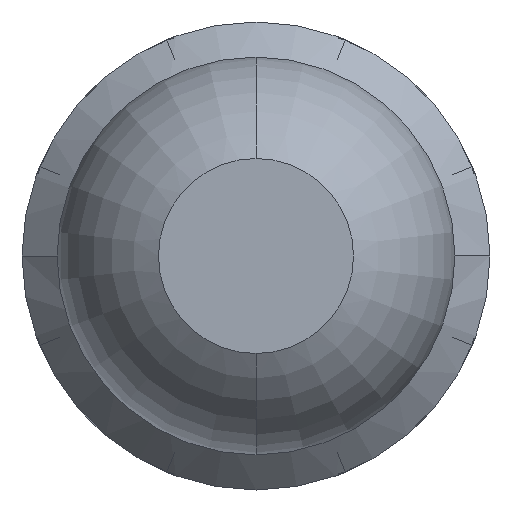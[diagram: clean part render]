
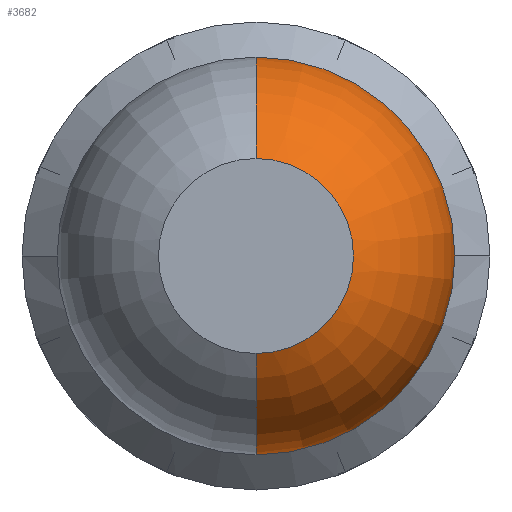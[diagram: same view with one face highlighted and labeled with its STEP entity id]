
A CAD part, front view. The second image highlights one B-rep face of the part: STEP entity #3682.
In plain terms, the highlighted toroidal (fillet/blend) face has major radius 0.01 mm and minor radius 0.5 mm.
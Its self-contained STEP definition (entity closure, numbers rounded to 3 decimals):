
#143 = EDGE_CURVE ( 'Defeature ausgef�hrt1_6+Defeature ausgef�hrt1_5+Defeature ausgef�hrt1_5+Defeature ausgef�hrt1_5', #1094, #3556, #1960, .T. ) ;
#150 = DIRECTION ( 'NONE',  ( 0., 1., 0. ) ) ;
#152 = CARTESIAN_POINT ( 'NONE',  ( 0., -26.961, 0.51 ) ) ;
#241 = ORIENTED_EDGE ( 'NONE', *, *, #143, .F. ) ;
#395 = AXIS2_PLACEMENT_3D ( 'NONE', #3053, #984, #2464 ) ;
#425 = DIRECTION ( 'NONE',  ( 0., 0., -1. ) ) ;
#478 = DIRECTION ( 'NONE',  ( 0., 0., 1. ) ) ;
#516 = FACE_OUTER_BOUND ( 'NONE', #2606, .T. ) ;
#560 = CIRCLE ( 'NONE', #2605, 0.5 ) ;
#984 = DIRECTION ( 'NONE',  ( 0., 1., 0. ) ) ;
#1094 = VERTEX_POINT ( 'NONE', #152 ) ;
#1302 = CARTESIAN_POINT ( 'NONE',  ( 0., -26.961, -0.01 ) ) ;
#1366 = ORIENTED_EDGE ( 'NONE', *, *, #3031, .F. ) ;
#1632 = EDGE_CURVE ( 'NONE', #2976, #1094, #560, .T. ) ;
#1725 = ORIENTED_EDGE ( 'NONE', *, *, #1632, .F. ) ;
#1882 = CIRCLE ( 'NONE', #2129, 0.5 ) ;
#1960 = CIRCLE ( 'NONE', #3874, 0.51 ) ;
#2016 = CARTESIAN_POINT ( 'NONE',  ( 0., -27.4, 0. ) ) ;
#2032 = CIRCLE ( 'NONE', #2329, 0.25 ) ;
#2129 = AXIS2_PLACEMENT_3D ( 'NONE', #1302, #2481, #425 ) ;
#2329 = AXIS2_PLACEMENT_3D ( 'NONE', #2016, #2660, #3254 ) ;
#2464 = DIRECTION ( 'NONE',  ( 0., 0., 1. ) ) ;
#2481 = DIRECTION ( 'NONE',  ( 1., 0., 0. ) ) ;
#2605 = AXIS2_PLACEMENT_3D ( 'NONE', #3606, #2672, #3297 ) ;
#2606 = EDGE_LOOP ( 'NONE', ( #1366, #2799, #241, #1725 ) ) ;
#2660 = DIRECTION ( 'NONE',  ( 0., -1., 0. ) ) ;
#2672 = DIRECTION ( 'NONE',  ( -1., 0., 0. ) ) ;
#2799 = ORIENTED_EDGE ( 'NONE', *, *, #2806, .T. ) ;
#2806 = EDGE_CURVE ( 'NONE', #3787, #3556, #1882, .T. ) ;
#2883 = CARTESIAN_POINT ( 'NONE',  ( 0., -27.4, 0.25 ) ) ;
#2976 = VERTEX_POINT ( 'NONE', #2883 ) ;
#3006 = TOROIDAL_SURFACE ( 'NONE', #395, 0.01, 0.5 ) ;
#3031 = EDGE_CURVE ( 'Defeature ausgef�hrt1_26+Defeature ausgef�hrt1_5+Defeature ausgef�hrt1_5+Defeature ausgef�hrt1_5', #3787, #2976, #2032, .T. ) ;
#3053 = CARTESIAN_POINT ( 'NONE',  ( 0., -26.961, 0. ) ) ;
#3254 = DIRECTION ( 'NONE',  ( 0., 0., -1. ) ) ;
#3297 = DIRECTION ( 'NONE',  ( 0., 0., 1. ) ) ;
#3353 = CARTESIAN_POINT ( 'NONE',  ( 0., -27.4, -0.25 ) ) ;
#3556 = VERTEX_POINT ( 'NONE', #3873 ) ;
#3606 = CARTESIAN_POINT ( 'NONE',  ( 0., -26.961, 0.01 ) ) ;
#3682 = ADVANCED_FACE ( 'Defeature ausgef�hrt1_5', ( #516 ), #3006, .T. ) ;
#3731 = CARTESIAN_POINT ( 'NONE',  ( 0., -26.961, 0. ) ) ;
#3787 = VERTEX_POINT ( 'NONE', #3353 ) ;
#3873 = CARTESIAN_POINT ( 'NONE',  ( 0., -26.961, -0.51 ) ) ;
#3874 = AXIS2_PLACEMENT_3D ( 'NONE', #3731, #150, #478 ) ;
